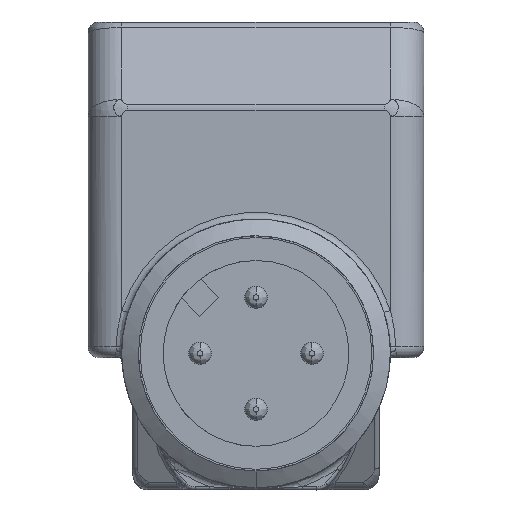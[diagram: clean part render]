
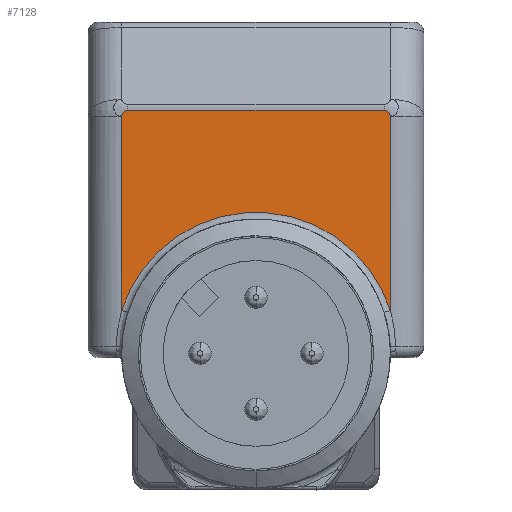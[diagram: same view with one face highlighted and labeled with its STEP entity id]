
A CAD part, front view. The second image highlights one B-rep face of the part: STEP entity #7128.
In plain terms, the highlighted planar face has unit normal (0, -1, 0).
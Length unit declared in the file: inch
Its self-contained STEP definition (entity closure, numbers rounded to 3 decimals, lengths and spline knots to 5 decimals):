
#357=DIRECTION('',(0.,0.,-1.));
#358=VECTOR('',#357,0.34162);
#359=CARTESIAN_POINT('',(-0.23622,-0.67913,
0.12197));
#360=LINE('',#359,#358);
#370=CARTESIAN_POINT('',(-0.23622,-0.67913,
0.12197));
#371=CARTESIAN_POINT('',(-0.23608,-0.67913,
0.12706));
#372=CARTESIAN_POINT('',(-0.23076,-0.67913,
0.13252));
#373=CARTESIAN_POINT('',(-0.22567,-0.67913,
0.13252));
#375=CARTESIAN_POINT('',(0.23622,-0.67913,
0.12197));
#376=CARTESIAN_POINT('',(0.23608,-0.67913,
0.12706));
#377=CARTESIAN_POINT('',(0.23076,-0.67913,
0.13252));
#378=CARTESIAN_POINT('',(0.22567,-0.67913,
0.13252));
#384=DIRECTION('',(0.,0.,1.));
#385=VECTOR('',#384,0.34162);
#386=CARTESIAN_POINT('',(0.23622,-0.67913,
-0.21965));
#387=LINE('',#386,#385);
#3448=CARTESIAN_POINT('',(-0.23622,-0.67913,
-0.21965));
#3468=CARTESIAN_POINT('',(0.,-0.67913,-0.29528));
#3469=DIRECTION('',(0.,-1.,0.));
#3470=DIRECTION('',(0.952,0.,0.305));
#3471=AXIS2_PLACEMENT_3D('',#3468,#3469,#3470);
#5076=DIRECTION('',(-1.,0.,0.));
#5077=VECTOR('',#5076,0.45134);
#5078=CARTESIAN_POINT('',(0.22567,-0.67913,
0.13252));
#5079=LINE('',#5078,#5077);
#6049=VERTEX_POINT('',#375);
#6050=VERTEX_POINT('',#378);
#6056=CARTESIAN_POINT('',(-0.22567,-0.67913,
0.13252));
#6057=VERTEX_POINT('',#6056);
#6058=VERTEX_POINT('',#370);
#6517=VERTEX_POINT('',#3448);
#6521=CARTESIAN_POINT('',(0.23622,-0.67913,
-0.21965));
#6522=VERTEX_POINT('',#6521);
#7110=CARTESIAN_POINT('',(-0.29528,-0.67913,
-0.01575));
#7111=DIRECTION('',(0.,-1.,0.));
#7112=DIRECTION('',(1.,0.,0.));
#7113=AXIS2_PLACEMENT_3D('',#7110,#7111,#7112);
#7114=PLANE('',#7113);
#7116=ORIENTED_EDGE('',*,*,#7115,.F.);
#7118=ORIENTED_EDGE('',*,*,#7117,.T.);
#7119=ORIENTED_EDGE('',*,*,#7098,.F.);
#7121=ORIENTED_EDGE('',*,*,#7120,.T.);
#7123=ORIENTED_EDGE('',*,*,#7122,.F.);
#7125=ORIENTED_EDGE('',*,*,#7124,.F.);
#7126=EDGE_LOOP('',(#7116,#7118,#7119,#7121,#7123,#7125));
#7127=FACE_OUTER_BOUND('',#7126,.F.);
#7128=ADVANCED_FACE('',(#7127),#7114,.T.);
#374=B_SPLINE_CURVE_WITH_KNOTS('',3,(#370,#371,#372,#373),.UNSPECIFIED.,.F.,.F.,
(4,4),(0.,1.),.UNSPECIFIED.);
#379=B_SPLINE_CURVE_WITH_KNOTS('',3,(#375,#376,#377,#378),.UNSPECIFIED.,.F.,.F.,
(4,4),(0.,1.),.UNSPECIFIED.);
#3472=CIRCLE('',#3471,0.24803);
#7098=EDGE_CURVE('',#6058,#6517,#360,.T.);
#7115=EDGE_CURVE('',#6522,#6049,#387,.T.);
#7117=EDGE_CURVE('',#6522,#6517,#3472,.T.);
#7120=EDGE_CURVE('',#6058,#6057,#374,.T.);
#7122=EDGE_CURVE('',#6050,#6057,#5079,.T.);
#7124=EDGE_CURVE('',#6049,#6050,#379,.T.);
